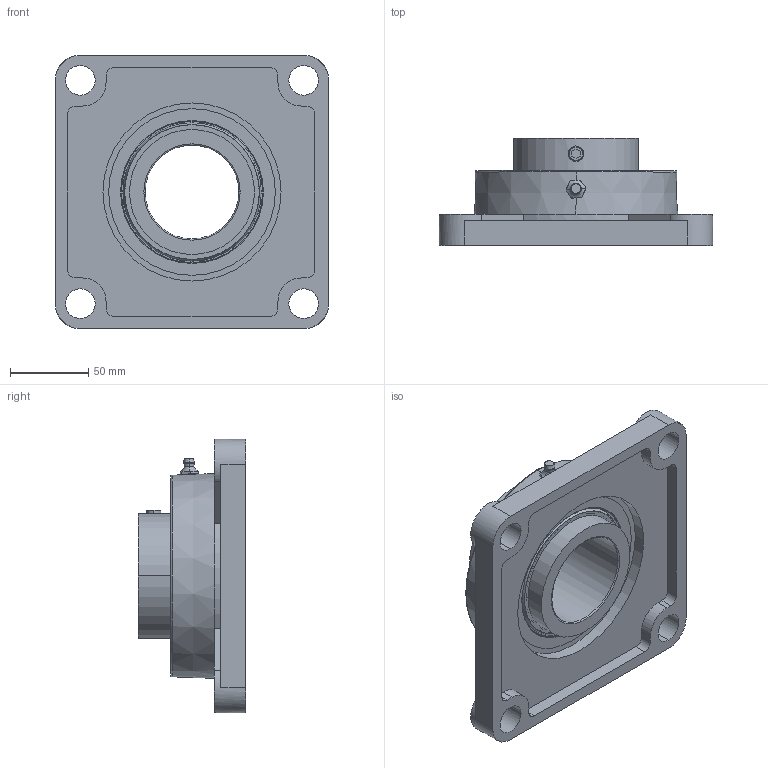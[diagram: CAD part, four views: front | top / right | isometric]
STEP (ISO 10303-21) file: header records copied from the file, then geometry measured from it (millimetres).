
FILE_DESCRIPTION((''),'2;1');
FILE_NAME('UCF212_ASM','2016-05-31T',('giuseppe.caruso'),(''),'CREO PARAMETRIC BY PTC INC, 2014500','CREO PARAMETRIC BY PTC INC, 2014500','');
FILE_SCHEMA(('CONFIG_CONTROL_DESIGN'));
Length unit declared in the file: millimetre
Products named in the file (11): F212_AF0; UC212_AI_AF0; UC212_AE_AF0; M10X1; UC212_BALL; UC212_SEAL_AF0; UC212_SEAL; UC212_CAGE; UC212_AF0_ASM; INGR_M10X1; UCF212_ASM
Assembly tree (22 placements, depth 3):
  UCF212_ASM
    F212_AF0
    UC212_AF0_ASM
      UC212_AI_AF0
      UC212_AE_AF0
      M10X1  x2
      UC212_BALL  x12
      UC212_SEAL_AF0
      UC212_SEAL
      UC212_CAGE
    INGR_M10X1
Bounding box: 175 x 68.7 x 175 mm (x, y, z)
Volume: 569119.2 mm3; surface area: 171634.5 mm2
Topology: 21 solids, 25 shells, 805 faces, 2129 edges, 1374 vertices
Faces by surface type: plane 547, cylinder 122, sphere 76, cone 42, torus 18
Entity records: 25068 total; most frequent: CARTESIAN_POINT 5249, DIRECTION 4081, ORIENTED_EDGE 4034, EDGE_CURVE 2027, VECTOR 1429, LINE 1429, VERTEX_POINT 1332, AXIS2_PLACEMENT_3D 1326
